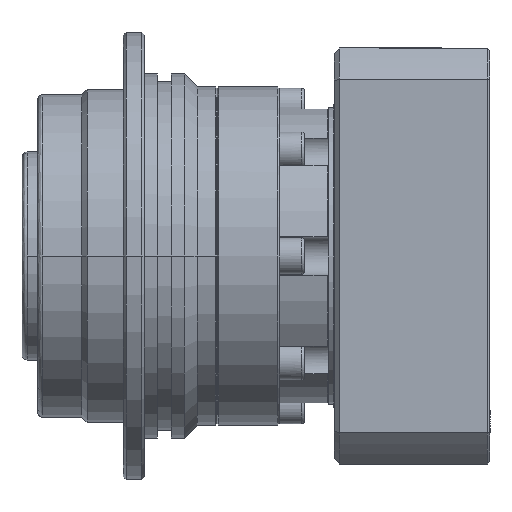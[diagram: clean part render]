
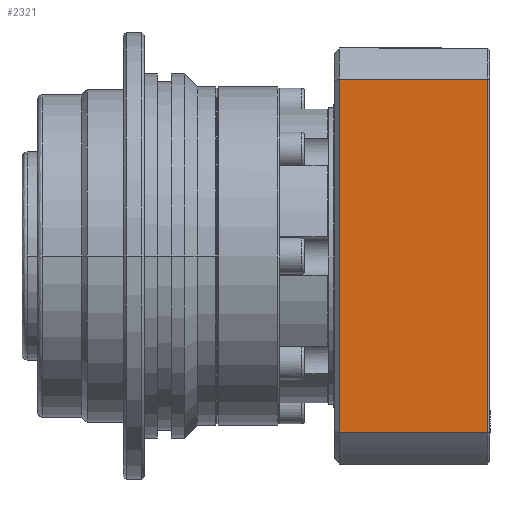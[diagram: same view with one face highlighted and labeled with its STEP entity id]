
A CAD part, front view. The second image highlights one B-rep face of the part: STEP entity #2321.
In plain terms, the highlighted planar face has unit normal (0, -1, 0).
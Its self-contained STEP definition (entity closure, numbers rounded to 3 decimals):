
#1844 = CARTESIAN_POINT ( 'NONE',  ( 34.004, -40., 0. ) ) ;
#2136 = LINE ( 'NONE', #17987, #12729 ) ;
#2321 = ADVANCED_FACE ( 'NONE', ( #11628 ), #12154, .F. ) ;
#2687 = ORIENTED_EDGE ( 'NONE', *, *, #10378, .F. ) ;
#3470 = VECTOR ( 'NONE', #11208, 1000. ) ;
#3860 = CARTESIAN_POINT ( 'NONE',  ( -34.004, -40., 33. ) ) ;
#5694 = EDGE_LOOP ( 'NONE', ( #2687, #9763, #8993, #14387 ) ) ;
#6031 = LINE ( 'NONE', #17305, #21714 ) ;
#6210 = DIRECTION ( 'NONE',  ( -1., 0., 0. ) ) ;
#7527 = DIRECTION ( 'NONE',  ( 0., 0., 1. ) ) ;
#8336 = VERTEX_POINT ( 'NONE', #19659 ) ;
#8993 = ORIENTED_EDGE ( 'NONE', *, *, #12996, .F. ) ;
#9221 = CARTESIAN_POINT ( 'NONE',  ( -34.004, -40., 33. ) ) ;
#9379 = VERTEX_POINT ( 'NONE', #3860 ) ;
#9763 = ORIENTED_EDGE ( 'NONE', *, *, #22926, .F. ) ;
#10378 = EDGE_CURVE ( 'NONE', #8336, #21749, #17179, .T. ) ;
#11208 = DIRECTION ( 'NONE',  ( 1., 0., 0. ) ) ;
#11628 = FACE_OUTER_BOUND ( 'NONE', #5694, .T. ) ;
#12154 = PLANE ( 'NONE',  #22016 ) ;
#12729 = VECTOR ( 'NONE', #6210, 1000. ) ;
#12996 = EDGE_CURVE ( 'NONE', #22056, #9379, #6031, .T. ) ;
#14387 = ORIENTED_EDGE ( 'NONE', *, *, #25441, .F. ) ;
#17179 = LINE ( 'NONE', #1844, #19937 ) ;
#17305 = CARTESIAN_POINT ( 'NONE',  ( -34.004, -40., 33.5 ) ) ;
#17987 = CARTESIAN_POINT ( 'NONE',  ( -17.002, -40., 4.5 ) ) ;
#19259 = LINE ( 'NONE', #9221, #3470 ) ;
#19567 = CARTESIAN_POINT ( 'NONE',  ( -34.004, -40., 4.5 ) ) ;
#19659 = CARTESIAN_POINT ( 'NONE',  ( 34.004, -40., 33. ) ) ;
#19937 = VECTOR ( 'NONE', #23604, 1000. ) ;
#20854 = DIRECTION ( 'NONE',  ( -1., 0., 0. ) ) ;
#20901 = DIRECTION ( 'NONE',  ( 0., 1., 0. ) ) ;
#21714 = VECTOR ( 'NONE', #7527, 1000. ) ;
#21749 = VERTEX_POINT ( 'NONE', #22356 ) ;
#22016 = AXIS2_PLACEMENT_3D ( 'NONE', #22233, #20901, #20854 ) ;
#22056 = VERTEX_POINT ( 'NONE', #19567 ) ;
#22233 = CARTESIAN_POINT ( 'NONE',  ( -34.004, -40., 33.5 ) ) ;
#22356 = CARTESIAN_POINT ( 'NONE',  ( 34.004, -40., 4.5 ) ) ;
#22926 = EDGE_CURVE ( 'NONE', #9379, #8336, #19259, .T. ) ;
#23604 = DIRECTION ( 'NONE',  ( 0., 0., -1. ) ) ;
#25441 = EDGE_CURVE ( 'NONE', #21749, #22056, #2136, .T. ) ;
